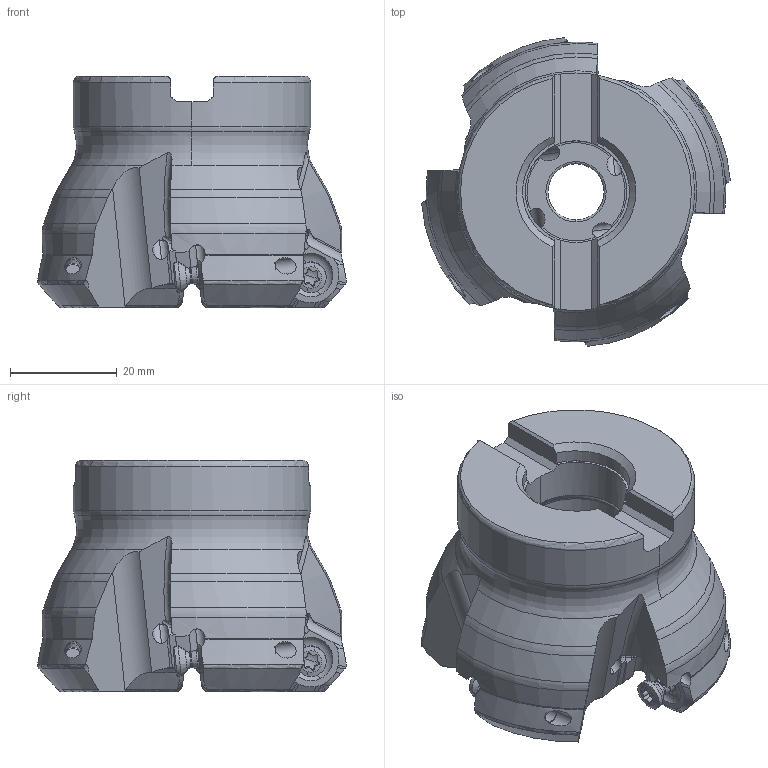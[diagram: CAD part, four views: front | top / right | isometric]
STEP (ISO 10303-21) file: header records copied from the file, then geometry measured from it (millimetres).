
FILE_DESCRIPTION(/* description */ (''),/* implementation_level */ '2;1');
FILE_NAME(/* name */ 'AHX440SUR0204AA.stp',/* time_stamp */ '2017-10-20T17:32:44+09:00',/* author */ (''),/* organization */ (''),/* preprocessor_version */ 'ST-DEVELOPER v16',/* originating_system */ 'SIEMENS PLM Software NX 10.0',/* authorisation */ '');
FILE_SCHEMA (('AUTOMOTIVE_DESIGN { 1 0 10303 214 3 1 1 1 }'));
Length unit declared in the file: millimetre
Products named in the file (1): AHX440SUR0204AA_ASM
Bounding box: 57.79 x 57.79 x 43.3 mm (x, y, z)
Volume: 58014 mm3; surface area: 15052.8 mm2
Topology: 5 solids, 5 shells, 569 faces, 1652 edges, 1090 vertices
Faces by surface type: cylinder 228, plane 137, torus 104, cone 52, extrusion 24, bspline 16, sphere 8
Entity records: 24461 total; most frequent: CARTESIAN_POINT 9757, ORIENTED_EDGE 3288, DIRECTION 2876, EDGE_CURVE 1644, AXIS2_PLACEMENT_3D 1207, VERTEX_POINT 1090, EDGE_LOOP 592, B_SPLINE_CURVE_WITH_KNOTS 576
